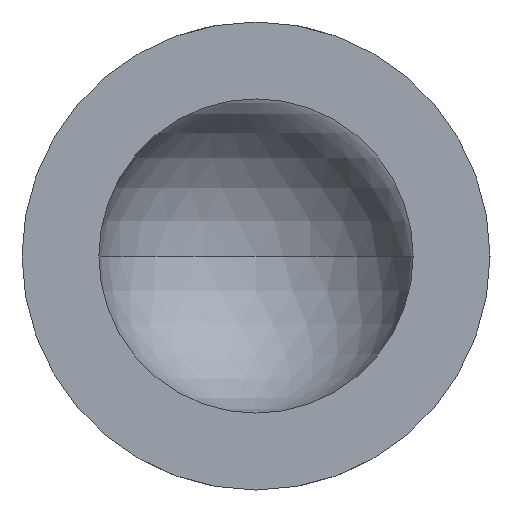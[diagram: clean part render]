
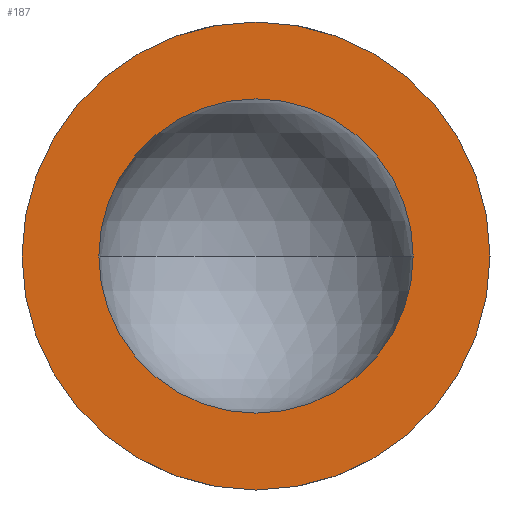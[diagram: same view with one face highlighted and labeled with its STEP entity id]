
A CAD part, left-side view. The second image highlights one B-rep face of the part: STEP entity #187.
In plain terms, the highlighted planar face has unit normal (-1, 0, 0).
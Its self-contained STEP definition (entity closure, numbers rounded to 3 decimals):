
#21 = VERTEX_POINT ( 'NONE', #55 ) ;
#25 = EDGE_CURVE ( 'NONE', #21, #43, #86, .T. ) ;
#26 = CARTESIAN_POINT ( 'NONE',  ( 0., 0., 2.25 ) ) ;
#40 = EDGE_LOOP ( 'NONE', ( #175, #290 ) ) ;
#43 = VERTEX_POINT ( 'NONE', #321 ) ;
#54 = AXIS2_PLACEMENT_3D ( 'NONE', #273, #186, #236 ) ;
#55 = CARTESIAN_POINT ( 'NONE',  ( 0., 0., 3.35 ) ) ;
#58 = DIRECTION ( 'NONE',  ( 0., 0., 1. ) ) ;
#86 = CIRCLE ( 'NONE', #54, 3.35 ) ;
#87 = CIRCLE ( 'NONE', #205, 2.25 ) ;
#94 = DIRECTION ( 'NONE',  ( 0., 0., -1. ) ) ;
#103 = VERTEX_POINT ( 'NONE', #26 ) ;
#139 = CARTESIAN_POINT ( 'NONE',  ( 0., 3.35, 0. ) ) ;
#141 = CARTESIAN_POINT ( 'NONE',  ( 0., 0., -2.25 ) ) ;
#153 = EDGE_CURVE ( 'NONE', #233, #103, #313, .T. ) ;
#175 = ORIENTED_EDGE ( 'NONE', *, *, #243, .F. ) ;
#186 = DIRECTION ( 'NONE',  ( -1., 0., 0. ) ) ;
#187 = ADVANCED_FACE ( 'NONE', ( #223, #224 ), #334, .F. ) ;
#188 = DIRECTION ( 'NONE',  ( -1., 0., 0. ) ) ;
#197 = DIRECTION ( 'NONE',  ( -1., 0., 0. ) ) ;
#202 = ORIENTED_EDGE ( 'NONE', *, *, #25, .T. ) ;
#205 = AXIS2_PLACEMENT_3D ( 'NONE', #222, #197, #332 ) ;
#209 = CIRCLE ( 'NONE', #303, 3.35 ) ;
#210 = CARTESIAN_POINT ( 'NONE',  ( 0., 0., 0. ) ) ;
#214 = CARTESIAN_POINT ( 'NONE',  ( 0., 0., 0. ) ) ;
#217 = DIRECTION ( 'NONE',  ( -1., 0., 0. ) ) ;
#219 = DIRECTION ( 'NONE',  ( 1., 0., 0. ) ) ;
#221 = AXIS2_PLACEMENT_3D ( 'NONE', #139, #219, #94 ) ;
#222 = CARTESIAN_POINT ( 'NONE',  ( 0., 0., 0. ) ) ;
#223 = FACE_BOUND ( 'NONE', #40, .T. ) ;
#224 = FACE_OUTER_BOUND ( 'NONE', #339, .T. ) ;
#233 = VERTEX_POINT ( 'NONE', #141 ) ;
#234 = AXIS2_PLACEMENT_3D ( 'NONE', #214, #217, #298 ) ;
#236 = DIRECTION ( 'NONE',  ( 0., 0., 1. ) ) ;
#243 = EDGE_CURVE ( 'NONE', #103, #233, #87, .T. ) ;
#273 = CARTESIAN_POINT ( 'NONE',  ( 0., 0., 0. ) ) ;
#290 = ORIENTED_EDGE ( 'NONE', *, *, #153, .F. ) ;
#298 = DIRECTION ( 'NONE',  ( 0., 0., -1. ) ) ;
#302 = EDGE_CURVE ( 'NONE', #43, #21, #209, .T. ) ;
#303 = AXIS2_PLACEMENT_3D ( 'NONE', #210, #188, #58 ) ;
#313 = CIRCLE ( 'NONE', #234, 2.25 ) ;
#321 = CARTESIAN_POINT ( 'NONE',  ( 0., 0., -3.35 ) ) ;
#332 = DIRECTION ( 'NONE',  ( 0., 0., -1. ) ) ;
#334 = PLANE ( 'NONE',  #221 ) ;
#339 = EDGE_LOOP ( 'NONE', ( #202, #343 ) ) ;
#343 = ORIENTED_EDGE ( 'NONE', *, *, #302, .T. ) ;
